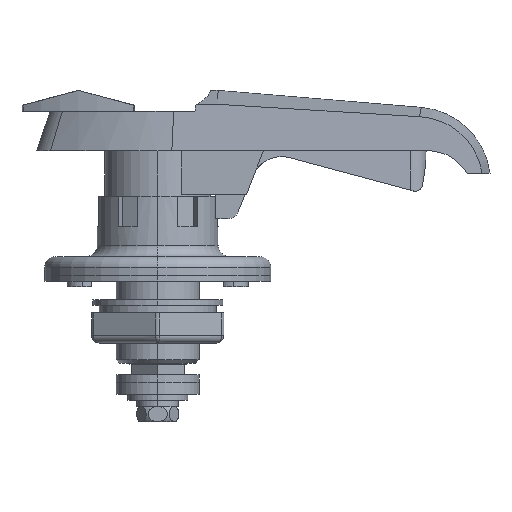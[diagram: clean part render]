
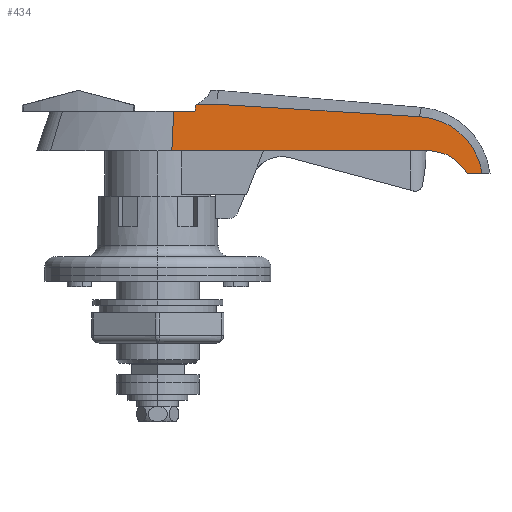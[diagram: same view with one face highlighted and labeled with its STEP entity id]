
A CAD part, left-side view. The second image highlights one B-rep face of the part: STEP entity #434.
In plain terms, the highlighted planar face has unit normal (-0.997, -0.083, 0).
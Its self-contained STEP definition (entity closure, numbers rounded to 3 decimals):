
#10 = ORIENTED_EDGE ( 'NONE', *, *, #418, .F. ) ;
#380 = VERTEX_POINT ( 'NONE', #3332 ) ;
#382 = EDGE_CURVE ( 'NONE', #380, #383, #3327, .T. ) ;
#383 = VERTEX_POINT ( 'NONE', #3323 ) ;
#416 = VERTEX_POINT ( 'NONE', #3377 ) ;
#418 = EDGE_CURVE ( 'NONE', #416, #7134, #3376, .T. ) ;
#419 = ORIENTED_EDGE ( 'NONE', *, *, #420, .F. ) ;
#420 = EDGE_CURVE ( 'NONE', #421, #416, #3414, .T. ) ;
#421 = VERTEX_POINT ( 'NONE', #3413 ) ;
#422 = ORIENTED_EDGE ( 'NONE', *, *, #423, .F. ) ;
#423 = EDGE_CURVE ( 'NONE', #424, #421, #3412, .T. ) ;
#424 = VERTEX_POINT ( 'NONE', #3404 ) ;
#425 = ORIENTED_EDGE ( 'NONE', *, *, #426, .F. ) ;
#426 = EDGE_CURVE ( 'NONE', #427, #424, #3447, .T. ) ;
#427 = VERTEX_POINT ( 'NONE', #3449 ) ;
#428 = ORIENTED_EDGE ( 'NONE', *, *, #429, .T. ) ;
#429 = EDGE_CURVE ( 'NONE', #427, #383, #3448, .T. ) ;
#434 = ADVANCED_FACE ( 'NONE', ( #3476 ), #3475, .F. ) ;
#435 = EDGE_LOOP ( 'NONE', ( #436, #437, #440, #443, #10, #419, #422, #425, #428 ) ) ;
#436 = ORIENTED_EDGE ( 'NONE', *, *, #382, .F. ) ;
#437 = ORIENTED_EDGE ( 'NONE', *, *, #438, .T. ) ;
#438 = EDGE_CURVE ( 'NONE', #380, #439, #3457, .T. ) ;
#439 = VERTEX_POINT ( 'NONE', #3456 ) ;
#440 = ORIENTED_EDGE ( 'NONE', *, *, #441, .T. ) ;
#441 = EDGE_CURVE ( 'NONE', #439, #442, #3451, .T. ) ;
#442 = VERTEX_POINT ( 'NONE', #3503 ) ;
#443 = ORIENTED_EDGE ( 'NONE', *, *, #444, .T. ) ;
#444 = EDGE_CURVE ( 'NONE', #442, #7134, #3502, .T. ) ;
#3323 = CARTESIAN_POINT ( 'NONE',  ( -13.819, -15.847, 24.325 ) ) ;
#3324 = DIRECTION ( 'NONE',  ( 0.083, -0.996, 0.022 ) ) ;
#3325 = VECTOR ( 'NONE', #3324, 1000. ) ;
#3326 = CARTESIAN_POINT ( 'NONE',  ( -7.995, -85.914, 25.874 ) ) ;
#3327 = LINE ( 'NONE', #3326, #3325 ) ;
#3332 = CARTESIAN_POINT ( 'NONE',  ( -14.289, -10.192, 24.2 ) ) ;
#3376 = LINE ( 'NONE', #3417, #3416 ) ;
#3377 = CARTESIAN_POINT ( 'NONE',  ( -9.184, -71.608, 12. ) ) ;
#3404 = CARTESIAN_POINT ( 'NONE',  ( -8., -85.856, 6. ) ) ;
#3405 = DIRECTION ( 'NONE',  ( -0.083, 0.997, 0. ) ) ;
#3406 = VECTOR ( 'NONE', #3405, 1000. ) ;
#3407 = CARTESIAN_POINT ( 'NONE',  ( -8.157, -83.966, 6. ) ) ;
#3408 = CARTESIAN_POINT ( 'NONE',  ( -9.184, -71.608, 12. ) ) ;
#3409 = CARTESIAN_POINT ( 'NONE',  ( -8.819, -76., 12. ) ) ;
#3410 = CARTESIAN_POINT ( 'NONE',  ( -8.503, -79.804, 9.804 ) ) ;
#3411 = CARTESIAN_POINT ( 'NONE',  ( -8.321, -82., 6. ) ) ;
#3412 = LINE ( 'NONE', #3407, #3406 ) ;
#3413 = CARTESIAN_POINT ( 'NONE',  ( -8.321, -82., 6. ) ) ;
#3414 =( BOUNDED_CURVE ( )  B_SPLINE_CURVE ( 3, ( #3411, #3410, #3409, #3408 ),
 .UNSPECIFIED., .F., .T. ) 
 B_SPLINE_CURVE_WITH_KNOTS ( ( 4, 4 ),
 ( 3.665, 4.712 ),
 .UNSPECIFIED. ) 
 CURVE ( )  GEOMETRIC_REPRESENTATION_ITEM ( )  RATIONAL_B_SPLINE_CURVE ( ( 1., 0.911, 0.911, 1. ) ) 
 REPRESENTATION_ITEM ( '' )  );
#3415 = DIRECTION ( 'NONE',  ( -0.083, 0.997, 0. ) ) ;
#3416 = VECTOR ( 'NONE', #3415, 1000. ) ;
#3417 = CARTESIAN_POINT ( 'NONE',  ( -17.567, 29.252, 12. ) ) ;
#3418 = CARTESIAN_POINT ( 'NONE',  ( -8., -85.856, 6. ) ) ;
#3419 = CARTESIAN_POINT ( 'NONE',  ( -8.012, -85.715, 7.009 ) ) ;
#3420 = CARTESIAN_POINT ( 'NONE',  ( -8.031, -85.487, 7.997 ) ) ;
#3421 = CARTESIAN_POINT ( 'NONE',  ( -8.07, -85.017, 9.445 ) ) ;
#3422 = CARTESIAN_POINT ( 'NONE',  ( -8.085, -84.838, 9.924 ) ) ;
#3423 = CARTESIAN_POINT ( 'NONE',  ( -8.117, -84.444, 10.855 ) ) ;
#3424 = CARTESIAN_POINT ( 'NONE',  ( -8.135, -84.228, 11.31 ) ) ;
#3425 = CARTESIAN_POINT ( 'NONE',  ( -8.194, -83.522, 12.641 ) ) ;
#3426 = CARTESIAN_POINT ( 'NONE',  ( -8.239, -82.978, 13.486 ) ) ;
#3427 = CARTESIAN_POINT ( 'NONE',  ( -8.317, -82.046, 14.687 ) ) ;
#3428 = CARTESIAN_POINT ( 'NONE',  ( -8.344, -81.716, 15.076 ) ) ;
#3429 = CARTESIAN_POINT ( 'NONE',  ( -8.401, -81.027, 15.82 ) ) ;
#3430 = CARTESIAN_POINT ( 'NONE',  ( -8.431, -80.667, 16.177 ) ) ;
#3431 = CARTESIAN_POINT ( 'NONE',  ( -8.494, -79.915, 16.859 ) ) ;
#3432 = CARTESIAN_POINT ( 'NONE',  ( -8.526, -79.524, 17.185 ) ) ;
#3433 = CARTESIAN_POINT ( 'NONE',  ( -8.593, -78.717, 17.798 ) ) ;
#3434 = CARTESIAN_POINT ( 'NONE',  ( -8.628, -78.3, 18.087 ) ) ;
#3435 = CARTESIAN_POINT ( 'NONE',  ( -8.735, -77.012, 18.9 ) ) ;
#3436 = CARTESIAN_POINT ( 'NONE',  ( -8.81, -76.11, 19.365 ) ) ;
#3437 = CARTESIAN_POINT ( 'NONE',  ( -8.966, -74.231, 20.135 ) ) ;
#3438 = CARTESIAN_POINT ( 'NONE',  ( -9.046, -73.269, 20.434 ) ) ;
#3439 = CARTESIAN_POINT ( 'NONE',  ( -9.209, -71.313, 20.864 ) ) ;
#3440 = CARTESIAN_POINT ( 'NONE',  ( -9.291, -70.317, 20.996 ) ) ;
#3441 = CARTESIAN_POINT ( 'NONE',  ( -9.376, -69.303, 21.04 ) ) ;
#3444 = DIRECTION ( 'NONE',  ( -0.083, 0.995, 0.061 ) ) ;
#3445 = VECTOR ( 'NONE', #3444, 1000. ) ;
#3446 = CARTESIAN_POINT ( 'NONE',  ( -8.043, -85.341, 20.055 ) ) ;
#3447 = B_SPLINE_CURVE_WITH_KNOTS ( 'NONE', 3,
 ( #3441, #3440, #3439, #3438, #3437, #3436, #3435, #3434, #3433, #3432, #3431, #3430, #3429, #3428, #3427, #3426, #3425, #3424, #3423, #3422, #3421, #3420, #3419, #3418 ),
 .UNSPECIFIED., .F., .F.,
 ( 4, 2, 2, 2, 2, 2, 2, 2, 2, 2, 2, 4 ),
 ( 0., 0.003, 0.006, 0.009, 0.011, 0.012, 0.014, 0.015, 0.018, 0.02, 0.021, 0.024 ),
 .UNSPECIFIED. ) ;
#3448 = LINE ( 'NONE', #3446, #3445 ) ;
#3449 = CARTESIAN_POINT ( 'NONE',  ( -9.376, -69.303, 21.04 ) ) ;
#3450 = CARTESIAN_POINT ( 'NONE',  ( -8., -85.856, 22.5 ) ) ;
#3451 = LINE ( 'NONE', #3450, #3505 ) ;
#3452 = CARTESIAN_POINT ( 'NONE',  ( -14.318, -9.838, 22.5 ) ) ;
#3453 = CARTESIAN_POINT ( 'NONE',  ( -14.308, -9.956, 23.067 ) ) ;
#3454 = CARTESIAN_POINT ( 'NONE',  ( -14.298, -10.074, 23.633 ) ) ;
#3455 = CARTESIAN_POINT ( 'NONE',  ( -14.289, -10.192, 24.2 ) ) ;
#3456 = CARTESIAN_POINT ( 'NONE',  ( -14.318, -9.838, 22.5 ) ) ;
#3457 = B_SPLINE_CURVE_WITH_KNOTS ( 'NONE', 3,
 ( #3455, #3454, #3453, #3452 ),
 .UNSPECIFIED., .F., .F.,
 ( 4, 4 ),
 ( 0., 0.002 ),
 .UNSPECIFIED. ) ;
#3458 = DIRECTION ( 'NONE',  ( -0.083, 0.997, 0. ) ) ;
#3459 = DIRECTION ( 'NONE',  ( 0.997, 0.083, 0. ) ) ;
#3460 = CARTESIAN_POINT ( 'NONE',  ( -8., -85.856, 28.509 ) ) ;
#3461 = AXIS2_PLACEMENT_3D ( 'NONE', #3460, #3459, #3458 ) ;
#3475 = PLANE ( 'NONE',  #3461 ) ;
#3476 = FACE_OUTER_BOUND ( 'NONE', #435, .T. ) ;
#3497 = CARTESIAN_POINT ( 'NONE',  ( -14.825, -3.74, 12. ) ) ;
#3498 = CARTESIAN_POINT ( 'NONE',  ( -14.811, -3.905, 15.5 ) ) ;
#3499 = CARTESIAN_POINT ( 'NONE',  ( -14.797, -4.07, 19. ) ) ;
#3500 = CARTESIAN_POINT ( 'NONE',  ( -14.784, -4.235, 22.5 ) ) ;
#3502 = B_SPLINE_CURVE_WITH_KNOTS ( 'NONE', 3,
 ( #3500, #3499, #3498, #3497 ),
 .UNSPECIFIED., .F., .F.,
 ( 4, 4 ),
 ( 0.344, 1. ),
 .UNSPECIFIED. ) ;
#3503 = CARTESIAN_POINT ( 'NONE',  ( -14.784, -4.235, 22.5 ) ) ;
#3504 = DIRECTION ( 'NONE',  ( -0.083, 0.997, 0. ) ) ;
#3505 = VECTOR ( 'NONE', #3504, 1000. ) ;
#7134 = VERTEX_POINT ( 'NONE', #8231 ) ;
#8231 = CARTESIAN_POINT ( 'NONE',  ( -14.825, -3.74, 12. ) ) ;
